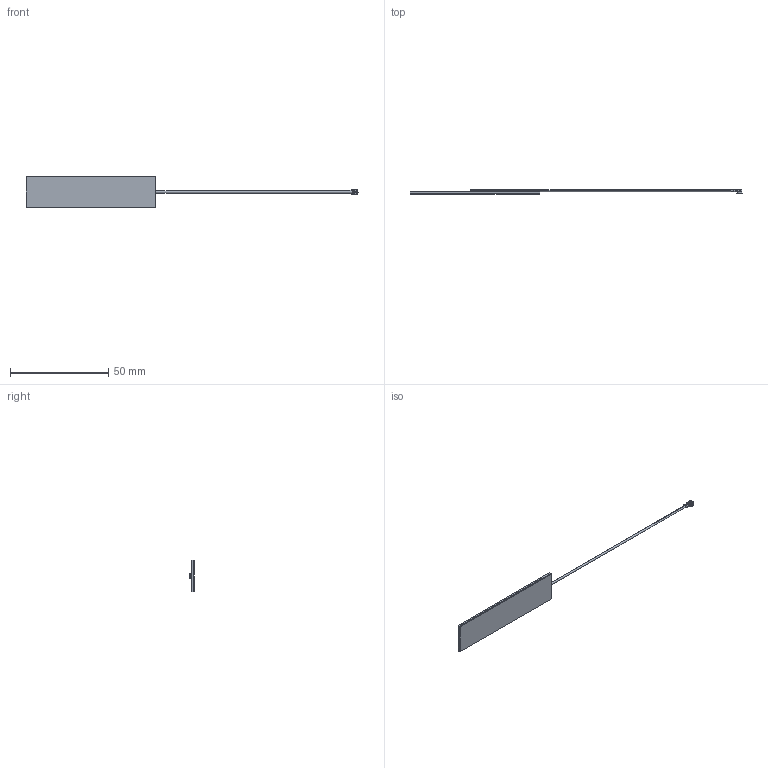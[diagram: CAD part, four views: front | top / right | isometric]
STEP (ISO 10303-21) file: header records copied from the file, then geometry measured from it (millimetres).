
FILE_DESCRIPTION (( 'STEP AP214' ), '1' );
FILE_NAME ('PE51201.step', '2020-06-18T14:18:37', ( '' ), ( '' ), 'SwSTEP 2.0', 'SolidWorks 2018', '' );
FILE_SCHEMA (( 'AUTOMOTIVE_DESIGN' ));
Length unit declared in the file: millimetre
Products named in the file (3): UFL_connector; PE51201; HG2458-2PU-100IPEX_PCB W-CABLE
Assembly tree (2 placements, depth 2):
  PE51201
    HG2458-2PU-100IPEX_PCB W-CABLE
    UFL_connector
Bounding box: 168.84 x 2.45 x 16 mm (x, y, z)
Volume: 1448.8 mm3; surface area: 2853.6 mm2
Topology: 3 solids, 3 shells, 113 faces, 298 edges, 198 vertices
Faces by surface type: plane 81, cylinder 30, torus 2
Entity records: 4351 total; most frequent: CARTESIAN_POINT 700, ORIENTED_EDGE 596, DIRECTION 580, EDGE_CURVE 298, VECTOR 212, LINE 212, VERTEX_POINT 198, AXIS2_PLACEMENT_3D 184
